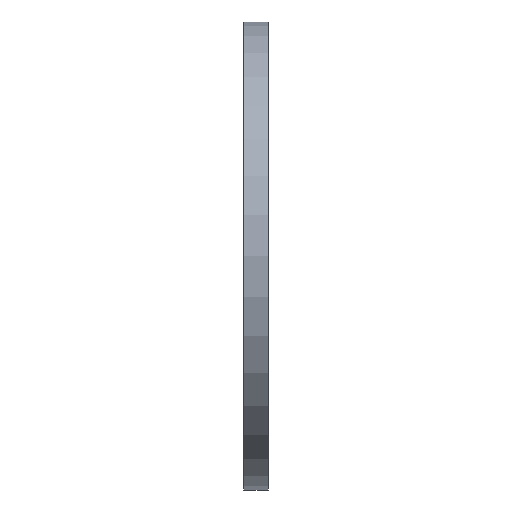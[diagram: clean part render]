
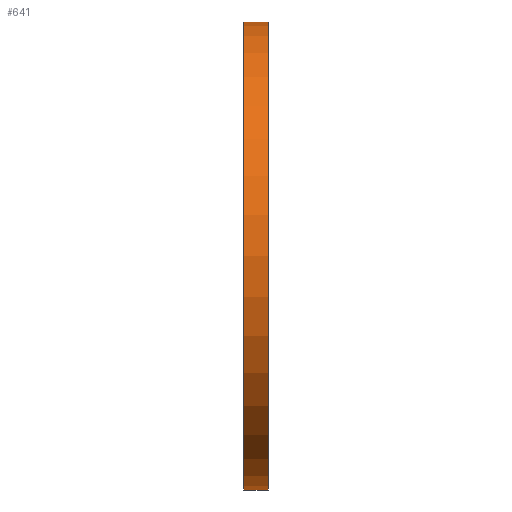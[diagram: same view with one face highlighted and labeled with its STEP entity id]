
A CAD part, front view. The second image highlights one B-rep face of the part: STEP entity #641.
In plain terms, the highlighted cylindrical face has radius 317.5 mm (diameter 635 mm), a partial arc.
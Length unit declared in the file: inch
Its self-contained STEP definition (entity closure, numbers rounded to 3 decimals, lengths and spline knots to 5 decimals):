
#56 = CARTESIAN_POINT ( 'NONE',  ( 0., 0., -12.5 ) ) ;
#112 = FACE_OUTER_BOUND ( 'NONE', #460, .T. ) ;
#147 = CARTESIAN_POINT ( 'NONE',  ( 1.375, 0., 12.5 ) ) ;
#243 = AXIS2_PLACEMENT_3D ( 'NONE', #1074, #1096, #942 ) ;
#307 = VERTEX_POINT ( 'NONE', #147 ) ;
#327 = AXIS2_PLACEMENT_3D ( 'NONE', #493, #614, #992 ) ;
#335 = LINE ( 'NONE', #1523, #1202 ) ;
#358 = ORIENTED_EDGE ( 'NONE', *, *, #1090, .T. ) ;
#406 = CIRCLE ( 'NONE', #243, 12.5 ) ;
#460 = EDGE_LOOP ( 'NONE', ( #527, #1486, #358, #1573 ) ) ;
#471 = EDGE_CURVE ( 'NONE', #683, #307, #406, .T. ) ;
#493 = CARTESIAN_POINT ( 'NONE',  ( 0.0625, 0., 0. ) ) ;
#494 = DIRECTION ( 'NONE',  ( -1., 0., 0. ) ) ;
#527 = ORIENTED_EDGE ( 'NONE', *, *, #949, .F. ) ;
#568 = DIRECTION ( 'NONE',  ( -1., 0., 0. ) ) ;
#614 = DIRECTION ( 'NONE',  ( -1., 0., 0. ) ) ;
#641 = ADVANCED_FACE ( 'NONE', ( #112 ), #1408, .T. ) ;
#683 = VERTEX_POINT ( 'NONE', #1278 ) ;
#708 = CARTESIAN_POINT ( 'NONE',  ( 0.0625, 0., 12.5 ) ) ;
#758 = DIRECTION ( 'NONE',  ( 0., 0., 1. ) ) ;
#853 = AXIS2_PLACEMENT_3D ( 'NONE', #1263, #494, #758 ) ;
#942 = DIRECTION ( 'NONE',  ( 0., 0., 1. ) ) ;
#949 = EDGE_CURVE ( 'NONE', #683, #1412, #1579, .T. ) ;
#992 = DIRECTION ( 'NONE',  ( 0., 0., 1. ) ) ;
#1033 = CIRCLE ( 'NONE', #327, 12.5 ) ;
#1074 = CARTESIAN_POINT ( 'NONE',  ( 1.375, 0., 0. ) ) ;
#1090 = EDGE_CURVE ( 'NONE', #307, #1583, #335, .T. ) ;
#1096 = DIRECTION ( 'NONE',  ( -1., 0., 0. ) ) ;
#1120 = EDGE_CURVE ( 'NONE', #1412, #1583, #1033, .T. ) ;
#1202 = VECTOR ( 'NONE', #1361, 39.37008 ) ;
#1263 = CARTESIAN_POINT ( 'NONE',  ( 0., 0., 0. ) ) ;
#1278 = CARTESIAN_POINT ( 'NONE',  ( 1.375, 0., -12.5 ) ) ;
#1361 = DIRECTION ( 'NONE',  ( -1., 0., 0. ) ) ;
#1369 = CARTESIAN_POINT ( 'NONE',  ( 0.0625, 0., -12.5 ) ) ;
#1408 = CYLINDRICAL_SURFACE ( 'NONE', #853, 12.5 ) ;
#1412 = VERTEX_POINT ( 'NONE', #1369 ) ;
#1486 = ORIENTED_EDGE ( 'NONE', *, *, #471, .T. ) ;
#1523 = CARTESIAN_POINT ( 'NONE',  ( 0., 0., 12.5 ) ) ;
#1560 = VECTOR ( 'NONE', #568, 39.37008 ) ;
#1573 = ORIENTED_EDGE ( 'NONE', *, *, #1120, .F. ) ;
#1579 = LINE ( 'NONE', #56, #1560 ) ;
#1583 = VERTEX_POINT ( 'NONE', #708 ) ;
